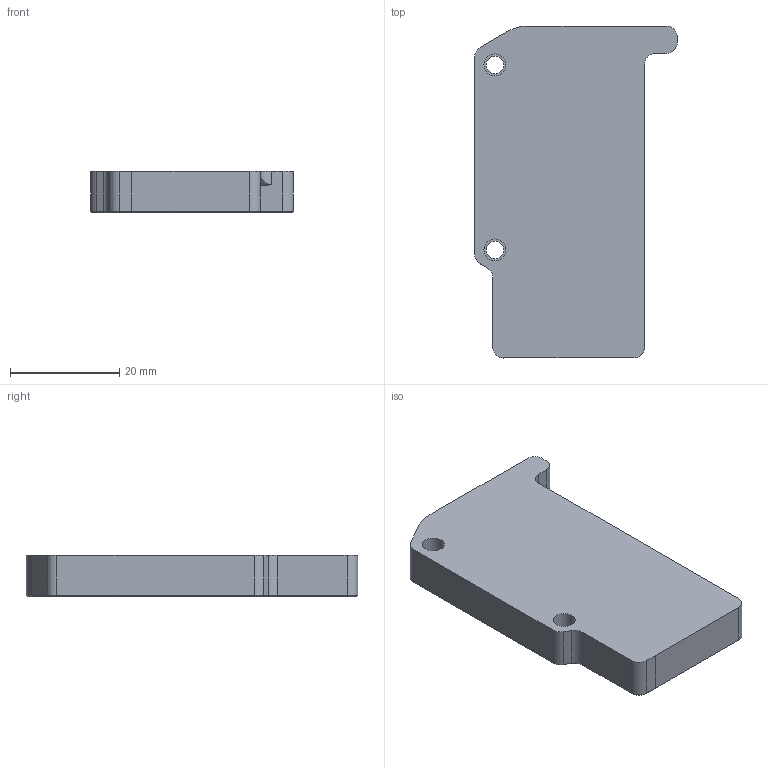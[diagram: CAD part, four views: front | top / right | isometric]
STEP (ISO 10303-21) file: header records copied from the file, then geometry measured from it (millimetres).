
FILE_DESCRIPTION(/* description */ ('STEP AP242','CAx-IF Rec.Pracs.---Representation and Presentation of Product Manufacturing Information (PMI)---4.0---2014-10-13','CAx-IF Rec.Pracs.---3D Tessellated Geometry---0.4---2014-09-14','2;1'),/* implementation_level */ '2;1');
FILE_NAME(/* name */ '669b71ed16c1d95d34aa0ceb',/* time_stamp */ '2024-07-20T08:14:37Z',/* author */ (''),/* organization */ (''),/* preprocessor_version */ 'ST-DEVELOPER v20',/* originating_system */ ' ',/* authorisation */ ' ');
FILE_SCHEMA (('AP242_MANAGED_MODEL_BASED_3D_ENGINEERING_MIM_LF { 1 0 10303 442 1 1 4 }'));
Length unit declared in the file: metre
Products named in the file (1): MCU Cover
Bounding box: 37.04 x 60.64 x 7.5 mm (x, y, z)
Volume: 6015.5 mm3; surface area: 5458 mm2
Topology: 1 solids, 1 shells, 89 faces, 216 edges, 131 vertices
Faces by surface type: plane 62, cylinder 14, cone 11, bspline 2
Full cylindrical faces by diameter (mm): 3.199 x1, 3.201 x1, 3.999 x1, 4.001 x1
Entity records: 2575 total; most frequent: CARTESIAN_POINT 493, ORIENTED_EDGE 424, DIRECTION 414, EDGE_CURVE 212, LINE 160, VECTOR 160, VERTEX_POINT 131, AXIS2_PLACEMENT_3D 127
